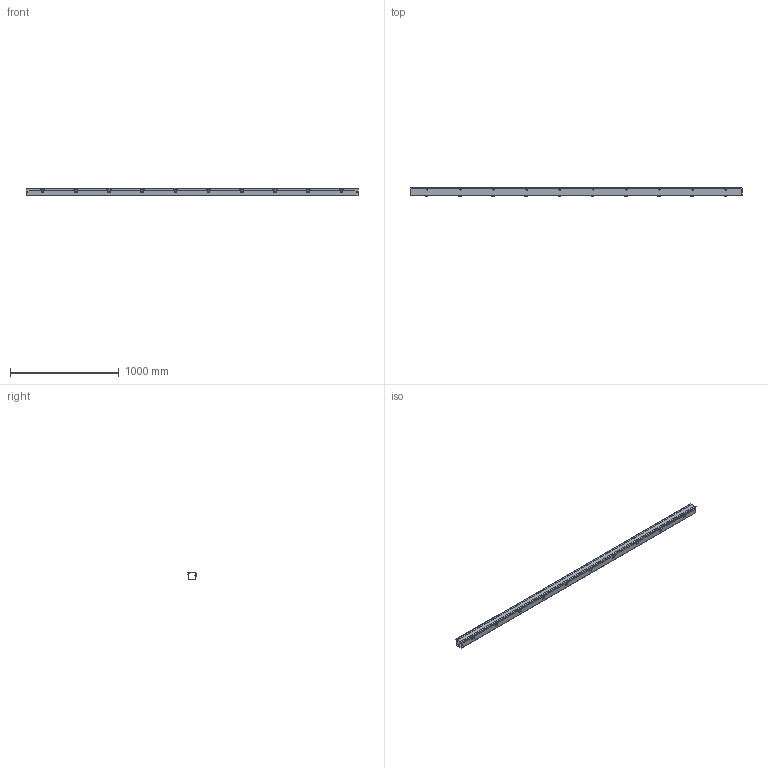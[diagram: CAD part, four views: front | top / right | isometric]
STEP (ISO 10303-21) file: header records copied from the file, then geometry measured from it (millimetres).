
FILE_DESCRIPTION(/* description */ ('HS, NK, BLR 2.5X2.5X120'),/* implementation_level */ '2;1');
FILE_NAME(/* name */ 'HS2210NK.stp',/* time_stamp */ '2017-06-22T19:41:43+05:00',/* author */ ('vdas'),/* organization */ (''),/* preprocessor_version */ 'ST-DEVELOPER v16.1',/* originating_system */ 'Autodesk Inventor 2016',/* authorisation */ '');
FILE_SCHEMA (('AUTOMOTIVE_DESIGN { 1 0 10303 214 3 1 1 }'));
Length unit declared in the file: inch
Products named in the file (5): HS2210NKBLR; HS2210NKLID; 372141; 31816; HS2210NK
Assembly tree (32 placements, depth 2):
  HS2210NK
    HS2210NKBLR
    HS2210NKLID
    372141  x20
    31816  x10
Bounding box: 3048 x 76.61 x 71.69 mm (x, y, z)
Volume: 1590258.4 mm3; surface area: 2029159.2 mm2
Topology: 32 solids, 32 shells, 2223 faces, 5463 edges, 3324 vertices
Faces by surface type: plane 971, cone 540, cylinder 428, torus 260, bspline 24
Full cylindrical faces by diameter (mm): 4.089 x20, 4.595 x160, 6.35 x4, 7.938 x20
Entity records: 15254 total; most frequent: CARTESIAN_POINT 3220, DIRECTION 2319, ORIENTED_EDGE 2306, EDGE_CURVE 1153, LINE 809, VECTOR 809, VERTEX_POINT 786, AXIS2_PLACEMENT_3D 755
